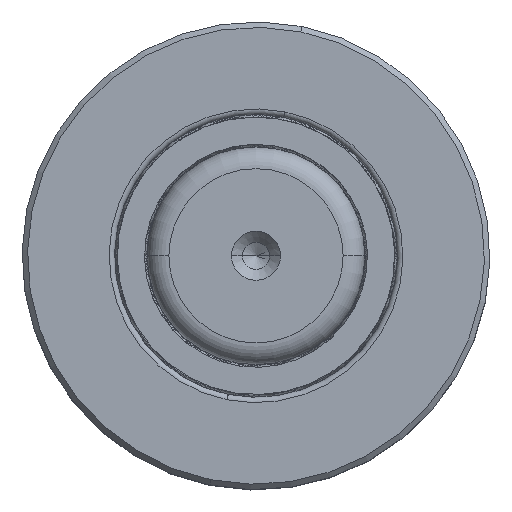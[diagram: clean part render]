
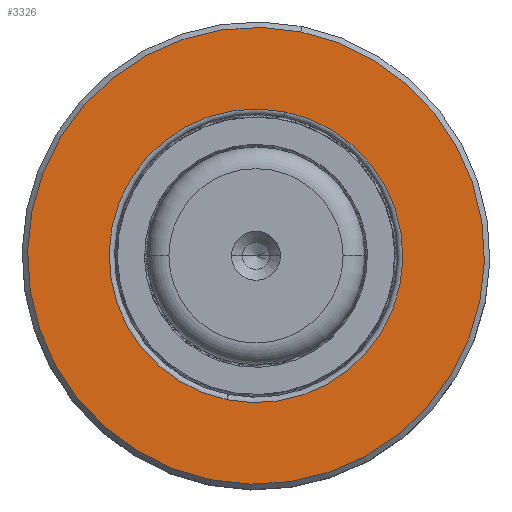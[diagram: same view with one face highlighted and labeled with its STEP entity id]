
A CAD part, top view. The second image highlights one B-rep face of the part: STEP entity #3326.
In plain terms, the highlighted face is planar.
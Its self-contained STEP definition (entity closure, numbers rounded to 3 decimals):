
#1427 = CARTESIAN_POINT ( 'NONE',  ( 0., 10.687, 0. ) ) ;
#1697 = AXIS2_PLACEMENT_3D ( 'NONE', #18591, #26922, #4969 ) ;
#1950 = PLANE ( 'NONE',  #9468 ) ;
#3326 = ADVANCED_FACE ( 'NONE', ( #32430, #7788 ), #1950, .T. ) ;
#4266 = ORIENTED_EDGE ( 'NONE', *, *, #18106, .T. ) ;
#4486 = EDGE_CURVE ( 'NONE', #22019, #12234, #17867, .T. ) ;
#4969 = DIRECTION ( 'NONE',  ( 0., 0., -1. ) ) ;
#6113 = CIRCLE ( 'NONE', #11212, 13.5 ) ;
#7344 = DIRECTION ( 'NONE',  ( 0., 0., -1. ) ) ;
#7788 = FACE_OUTER_BOUND ( 'NONE', #34023, .T. ) ;
#8215 = VERTEX_POINT ( 'NONE', #29561 ) ;
#8225 = CARTESIAN_POINT ( 'NONE',  ( 0., 10.687, 0. ) ) ;
#8576 = CIRCLE ( 'NONE', #20872, 21. ) ;
#8845 = CARTESIAN_POINT ( 'NONE',  ( 0., 10.687, 13.5 ) ) ;
#9468 = AXIS2_PLACEMENT_3D ( 'NONE', #10683, #35782, #24581 ) ;
#10683 = CARTESIAN_POINT ( 'NONE',  ( 21., 10.687, 0. ) ) ;
#11212 = AXIS2_PLACEMENT_3D ( 'NONE', #29661, #21542, #12848 ) ;
#11427 = DIRECTION ( 'NONE',  ( 0., -1., 0. ) ) ;
#12234 = VERTEX_POINT ( 'NONE', #29398 ) ;
#12776 = ORIENTED_EDGE ( 'NONE', *, *, #4486, .F. ) ;
#12848 = DIRECTION ( 'NONE',  ( 0., 0., -1. ) ) ;
#13147 = CARTESIAN_POINT ( 'NONE',  ( 0., 10.687, -21. ) ) ;
#16724 = DIRECTION ( 'NONE',  ( 0., 0., -1. ) ) ;
#17061 = VERTEX_POINT ( 'NONE', #8845 ) ;
#17867 = CIRCLE ( 'NONE', #1697, 21. ) ;
#18106 = EDGE_CURVE ( 'NONE', #17061, #8215, #6113, .T. ) ;
#18591 = CARTESIAN_POINT ( 'NONE',  ( 0., 10.687, 0. ) ) ;
#20872 = AXIS2_PLACEMENT_3D ( 'NONE', #8225, #11427, #16724 ) ;
#21542 = DIRECTION ( 'NONE',  ( 0., -1., 0. ) ) ;
#22019 = VERTEX_POINT ( 'NONE', #13147 ) ;
#22754 = ORIENTED_EDGE ( 'NONE', *, *, #28012, .T. ) ;
#24581 = DIRECTION ( 'NONE',  ( 0., 0., 1. ) ) ;
#26922 = DIRECTION ( 'NONE',  ( 0., -1., 0. ) ) ;
#28012 = EDGE_CURVE ( 'NONE', #8215, #17061, #36037, .T. ) ;
#29398 = CARTESIAN_POINT ( 'NONE',  ( 0., 10.687, 21. ) ) ;
#29561 = CARTESIAN_POINT ( 'NONE',  ( 0., 10.687, -13.5 ) ) ;
#29661 = CARTESIAN_POINT ( 'NONE',  ( 0., 10.687, 0. ) ) ;
#32430 = FACE_BOUND ( 'NONE', #32588, .T. ) ;
#32588 = EDGE_LOOP ( 'NONE', ( #22754, #4266 ) ) ;
#32700 = EDGE_CURVE ( 'NONE', #12234, #22019, #8576, .T. ) ;
#34015 = AXIS2_PLACEMENT_3D ( 'NONE', #1427, #35617, #7344 ) ;
#34023 = EDGE_LOOP ( 'NONE', ( #12776, #36259 ) ) ;
#35617 = DIRECTION ( 'NONE',  ( 0., -1., 0. ) ) ;
#35782 = DIRECTION ( 'NONE',  ( 0., 1., 0. ) ) ;
#36037 = CIRCLE ( 'NONE', #34015, 13.5 ) ;
#36259 = ORIENTED_EDGE ( 'NONE', *, *, #32700, .F. ) ;
